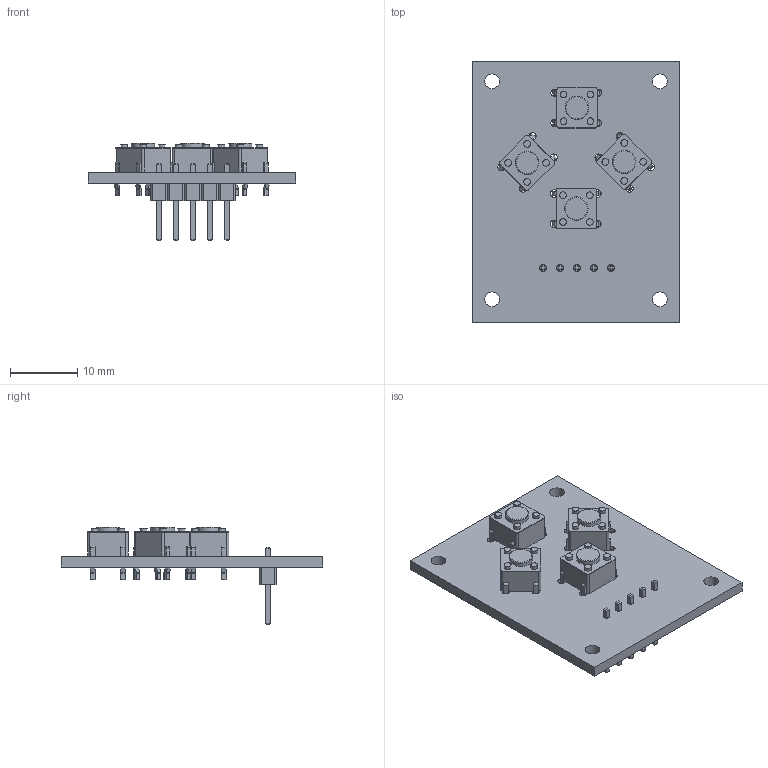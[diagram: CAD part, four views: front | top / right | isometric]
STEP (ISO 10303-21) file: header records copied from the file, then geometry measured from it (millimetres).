
FILE_DESCRIPTION(('KiCad electronic assembly'),'2;1');
FILE_NAME('dpad.step','2024-06-12T22:10:03',('Pcbnew'),('Kicad'), 'Open CASCADE STEP processor 7.7','KiCad to STEP converter','Unknown' );
FILE_SCHEMA(('AUTOMOTIVE_DESIGN { 1 0 10303 214 1 1 1 1 }'));
Length unit declared in the file: millimetre
Products named in the file (6): dpad 1; SW_PUSH_6mm; SOLID; PinHeader_1x05_P2.54mm_Vertical; dpad PCB
Assembly tree (8 placements, depth 3):
  dpad 1
    SW_PUSH_6mm  x4
      SOLID
    PinHeader_1x05_P2.54mm_Vertical
      SOLID
    dpad PCB
Bounding box: 31 x 39 x 14.54 mm (x, y, z)
Volume: 2544.9 mm3; surface area: 3799.5 mm2
Topology: 6 solids, 6 shells, 575 faces, 1491 edges, 958 vertices
Faces by surface type: plane 382, cylinder 189, torus 4
Full cylindrical faces by diameter (mm): 1 x21, 1.1 x16, 2.2 x4, 3.5 x4
Entity records: 18422 total; most frequent: CARTESIAN_POINT 3204, DIRECTION 2562, LINE 1725, VECTOR 1725, ORIENTED_EDGE 1320, PCURVE 1320, DEFINITIONAL_REPRESENTATION 1320, EDGE_CURVE 660
